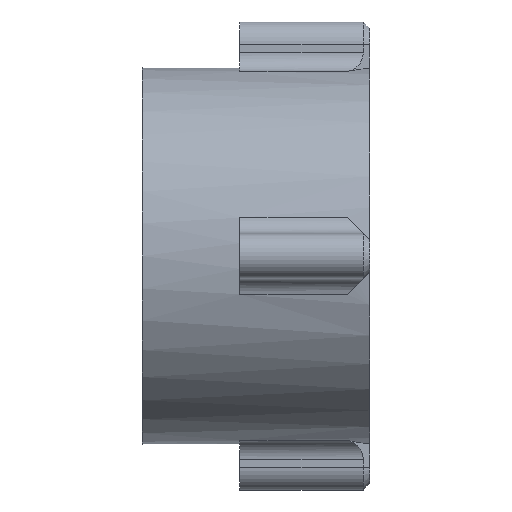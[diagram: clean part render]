
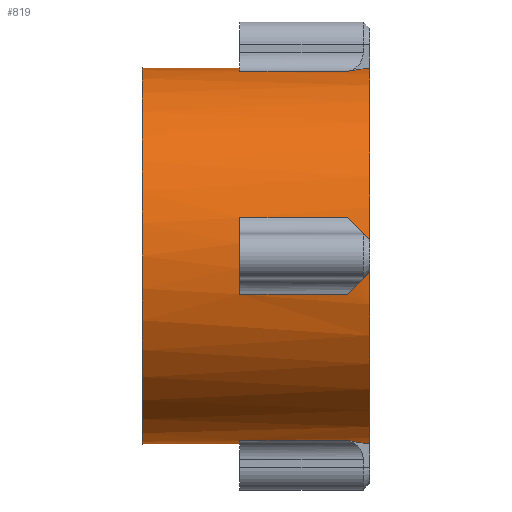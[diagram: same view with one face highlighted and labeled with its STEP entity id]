
A CAD part, left-side view. The second image highlights one B-rep face of the part: STEP entity #819.
In plain terms, the highlighted cylindrical face has radius 58 mm (diameter 116 mm), a full revolution.
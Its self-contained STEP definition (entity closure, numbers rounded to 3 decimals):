
#93=FACE_OUTER_BOUND('',#146,.T.);
#146=EDGE_LOOP('',(#729,#730,#731,#732,#733,#734,#735,#736,#737,#738,#739,
#740,#741,#742,#743,#744,#745,#746,#747,#748,#749,#750,#751,#752,#753,#754,
#755,#756));
#157=ELLIPSE('',#877,82.024,58.);
#158=ELLIPSE('',#882,82.024,58.);
#159=ELLIPSE('',#897,82.024,58.);
#160=ELLIPSE('',#901,82.024,58.);
#161=ELLIPSE('',#903,82.024,58.);
#162=ELLIPSE('',#907,82.024,58.);
#163=ELLIPSE('',#909,82.024,58.);
#164=ELLIPSE('',#913,82.024,58.);
#166=LINE('',#1217,#228);
#171=LINE('',#1232,#233);
#176=LINE('',#1247,#238);
#181=LINE('',#1262,#243);
#186=LINE('',#1277,#248);
#191=LINE('',#1292,#253);
#196=LINE('',#1307,#258);
#201=LINE('',#1322,#263);
#226=LINE('',#1445,#288);
#228=VECTOR('',#953,10.);
#233=VECTOR('',#966,10.);
#238=VECTOR('',#979,10.);
#243=VECTOR('',#992,10.);
#248=VECTOR('',#1005,10.);
#253=VECTOR('',#1018,10.);
#258=VECTOR('',#1031,10.);
#263=VECTOR('',#1044,10.);
#288=VECTOR('',#1205,58.);
#299=CIRCLE('',#884,58.);
#300=CIRCLE('',#885,58.);
#302=CIRCLE('',#887,58.);
#304=CIRCLE('',#889,58.);
#316=CIRCLE('',#919,58.);
#319=CIRCLE('',#925,58.);
#322=CIRCLE('',#931,58.);
#325=CIRCLE('',#937,58.);
#326=CIRCLE('',#938,58.);
#328=CIRCLE('',#942,58.);
#329=VERTEX_POINT('',#1210);
#332=VERTEX_POINT('',#1215);
#335=VERTEX_POINT('',#1225);
#338=VERTEX_POINT('',#1230);
#341=VERTEX_POINT('',#1240);
#344=VERTEX_POINT('',#1245);
#347=VERTEX_POINT('',#1255);
#350=VERTEX_POINT('',#1260);
#353=VERTEX_POINT('',#1270);
#356=VERTEX_POINT('',#1275);
#359=VERTEX_POINT('',#1285);
#362=VERTEX_POINT('',#1290);
#365=VERTEX_POINT('',#1300);
#368=VERTEX_POINT('',#1305);
#371=VERTEX_POINT('',#1315);
#374=VERTEX_POINT('',#1320);
#377=VERTEX_POINT('',#1330);
#380=VERTEX_POINT('',#1341);
#381=VERTEX_POINT('',#1345);
#382=VERTEX_POINT('',#1347);
#385=VERTEX_POINT('',#1353);
#386=VERTEX_POINT('',#1355);
#389=VERTEX_POINT('',#1361);
#390=VERTEX_POINT('',#1363);
#402=VERTEX_POINT('',#1435);
#404=VERTEX_POINT('',#1443);
#408=EDGE_CURVE('',#332,#329,#166,.T.);
#415=EDGE_CURVE('',#338,#335,#171,.T.);
#422=EDGE_CURVE('',#344,#341,#176,.T.);
#429=EDGE_CURVE('',#350,#347,#181,.T.);
#436=EDGE_CURVE('',#356,#353,#186,.T.);
#443=EDGE_CURVE('',#362,#359,#191,.T.);
#450=EDGE_CURVE('',#368,#365,#196,.T.);
#457=EDGE_CURVE('',#374,#371,#201,.T.);
#461=EDGE_CURVE('',#335,#377,#157,.T.);
#467=EDGE_CURVE('',#380,#332,#158,.F.);
#469=EDGE_CURVE('',#380,#381,#299,.T.);
#470=EDGE_CURVE('',#382,#377,#300,.T.);
#474=EDGE_CURVE('',#386,#385,#302,.T.);
#478=EDGE_CURVE('',#390,#389,#304,.T.);
#487=EDGE_CURVE('',#365,#385,#159,.T.);
#491=EDGE_CURVE('',#382,#350,#160,.F.);
#492=EDGE_CURVE('',#353,#389,#161,.T.);
#496=EDGE_CURVE('',#386,#374,#162,.F.);
#497=EDGE_CURVE('',#341,#381,#163,.T.);
#501=EDGE_CURVE('',#390,#362,#164,.F.);
#505=EDGE_CURVE('',#368,#347,#316,.T.);
#509=EDGE_CURVE('',#356,#371,#319,.T.);
#513=EDGE_CURVE('',#344,#359,#322,.T.);
#517=EDGE_CURVE('',#402,#329,#325,.T.);
#518=EDGE_CURVE('',#338,#402,#326,.T.);
#521=EDGE_CURVE('',#404,#404,#328,.T.);
#522=EDGE_CURVE('',#404,#402,#226,.T.);
#729=ORIENTED_EDGE('',*,*,#521,.F.);
#730=ORIENTED_EDGE('',*,*,#522,.T.);
#731=ORIENTED_EDGE('',*,*,#517,.T.);
#732=ORIENTED_EDGE('',*,*,#408,.F.);
#733=ORIENTED_EDGE('',*,*,#467,.F.);
#734=ORIENTED_EDGE('',*,*,#469,.T.);
#735=ORIENTED_EDGE('',*,*,#497,.F.);
#736=ORIENTED_EDGE('',*,*,#422,.F.);
#737=ORIENTED_EDGE('',*,*,#513,.T.);
#738=ORIENTED_EDGE('',*,*,#443,.F.);
#739=ORIENTED_EDGE('',*,*,#501,.F.);
#740=ORIENTED_EDGE('',*,*,#478,.T.);
#741=ORIENTED_EDGE('',*,*,#492,.F.);
#742=ORIENTED_EDGE('',*,*,#436,.F.);
#743=ORIENTED_EDGE('',*,*,#509,.T.);
#744=ORIENTED_EDGE('',*,*,#457,.F.);
#745=ORIENTED_EDGE('',*,*,#496,.F.);
#746=ORIENTED_EDGE('',*,*,#474,.T.);
#747=ORIENTED_EDGE('',*,*,#487,.F.);
#748=ORIENTED_EDGE('',*,*,#450,.F.);
#749=ORIENTED_EDGE('',*,*,#505,.T.);
#750=ORIENTED_EDGE('',*,*,#429,.F.);
#751=ORIENTED_EDGE('',*,*,#491,.F.);
#752=ORIENTED_EDGE('',*,*,#470,.T.);
#753=ORIENTED_EDGE('',*,*,#461,.F.);
#754=ORIENTED_EDGE('',*,*,#415,.F.);
#755=ORIENTED_EDGE('',*,*,#518,.T.);
#756=ORIENTED_EDGE('',*,*,#522,.F.);
#776=CYLINDRICAL_SURFACE('',#941,58.);
#819=ADVANCED_FACE('',(#93),#776,.T.);
#877=AXIS2_PLACEMENT_3D('',#1331,#1052,#1053);
#882=AXIS2_PLACEMENT_3D('',#1342,#1065,#1066);
#884=AXIS2_PLACEMENT_3D('',#1346,#1070,#1071);
#885=AXIS2_PLACEMENT_3D('',#1348,#1072,#1073);
#887=AXIS2_PLACEMENT_3D('',#1356,#1078,#1079);
#889=AXIS2_PLACEMENT_3D('',#1364,#1084,#1085);
#897=AXIS2_PLACEMENT_3D('',#1381,#1102,#1103);
#901=AXIS2_PLACEMENT_3D('',#1387,#1112,#1113);
#903=AXIS2_PLACEMENT_3D('',#1389,#1116,#1117);
#907=AXIS2_PLACEMENT_3D('',#1395,#1126,#1127);
#909=AXIS2_PLACEMENT_3D('',#1397,#1130,#1131);
#913=AXIS2_PLACEMENT_3D('',#1403,#1140,#1141);
#919=AXIS2_PLACEMENT_3D('',#1411,#1153,#1154);
#925=AXIS2_PLACEMENT_3D('',#1419,#1166,#1167);
#931=AXIS2_PLACEMENT_3D('',#1427,#1179,#1180);
#937=AXIS2_PLACEMENT_3D('',#1436,#1192,#1193);
#938=AXIS2_PLACEMENT_3D('',#1437,#1194,#1195);
#941=AXIS2_PLACEMENT_3D('',#1442,#1201,#1202);
#942=AXIS2_PLACEMENT_3D('',#1444,#1203,#1204);
#953=DIRECTION('',(0.,1.,0.));
#966=DIRECTION('',(0.,-1.,0.));
#979=DIRECTION('',(0.,-1.,0.));
#992=DIRECTION('',(0.,1.,0.));
#1005=DIRECTION('',(0.,-1.,0.));
#1018=DIRECTION('',(0.,1.,0.));
#1031=DIRECTION('',(0.,-1.,0.));
#1044=DIRECTION('',(0.,1.,0.));
#1052=DIRECTION('center_axis',(0.,0.707,
-0.707));
#1053=DIRECTION('ref_axis',(0.,0.707,0.707));
#1065=DIRECTION('center_axis',(0.,-0.707,
-0.707));
#1066=DIRECTION('ref_axis',(0.,-0.707,0.707));
#1070=DIRECTION('center_axis',(0.,1.,0.));
#1071=DIRECTION('ref_axis',(-1.,0.,0.));
#1072=DIRECTION('center_axis',(0.,1.,0.));
#1073=DIRECTION('ref_axis',(-1.,0.,0.));
#1078=DIRECTION('center_axis',(0.,1.,0.));
#1079=DIRECTION('ref_axis',(-1.,0.,0.));
#1084=DIRECTION('center_axis',(0.,1.,0.));
#1085=DIRECTION('ref_axis',(-1.,0.,0.));
#1102=DIRECTION('center_axis',(0.707,0.707,0.));
#1103=DIRECTION('ref_axis',(-0.707,0.707,0.));
#1112=DIRECTION('center_axis',(0.707,-0.707,0.));
#1113=DIRECTION('ref_axis',(-0.707,-0.707,0.));
#1116=DIRECTION('center_axis',(0.,0.707,0.707));
#1117=DIRECTION('ref_axis',(0.,-0.707,0.707));
#1126=DIRECTION('center_axis',(0.,-0.707,
0.707));
#1127=DIRECTION('ref_axis',(0.,0.707,0.707));
#1130=DIRECTION('center_axis',(-0.707,0.707,0.));
#1131=DIRECTION('ref_axis',(-0.707,-0.707,0.));
#1140=DIRECTION('center_axis',(-0.707,-0.707,0.));
#1141=DIRECTION('ref_axis',(-0.707,0.707,0.));
#1153=DIRECTION('center_axis',(0.,1.,0.));
#1154=DIRECTION('ref_axis',(-1.,0.,0.));
#1166=DIRECTION('center_axis',(0.,1.,0.));
#1167=DIRECTION('ref_axis',(-1.,0.,0.));
#1179=DIRECTION('center_axis',(0.,1.,0.));
#1180=DIRECTION('ref_axis',(-1.,0.,0.));
#1192=DIRECTION('center_axis',(0.,1.,0.));
#1193=DIRECTION('ref_axis',(-1.,0.,0.));
#1194=DIRECTION('center_axis',(0.,1.,0.));
#1195=DIRECTION('ref_axis',(-1.,0.,0.));
#1201=DIRECTION('center_axis',(0.,1.,0.));
#1202=DIRECTION('ref_axis',(-1.,0.,0.));
#1203=DIRECTION('center_axis',(0.,1.,0.));
#1204=DIRECTION('ref_axis',(-1.,0.,0.));
#1205=DIRECTION('',(0.,-1.,0.));
#1210=CARTESIAN_POINT('',(56.791,40.,-11.781));
#1215=CARTESIAN_POINT('',(56.791,6.781,-11.781));
#1217=CARTESIAN_POINT('',(56.791,0.,-11.781));
#1225=CARTESIAN_POINT('',(56.791,6.781,11.781));
#1230=CARTESIAN_POINT('',(56.791,40.,11.781));
#1232=CARTESIAN_POINT('',(56.791,0.,11.781));
#1240=CARTESIAN_POINT('',(11.781,6.781,-56.791));
#1245=CARTESIAN_POINT('',(11.781,40.,-56.791));
#1247=CARTESIAN_POINT('',(11.781,0.,-56.791));
#1255=CARTESIAN_POINT('',(11.781,40.,56.791));
#1260=CARTESIAN_POINT('',(11.781,6.781,56.791));
#1262=CARTESIAN_POINT('',(11.781,0.,56.791));
#1270=CARTESIAN_POINT('',(-56.791,6.781,-11.781));
#1275=CARTESIAN_POINT('',(-56.791,40.,-11.781));
#1277=CARTESIAN_POINT('',(-56.791,0.,-11.781));
#1285=CARTESIAN_POINT('',(-11.781,40.,-56.791));
#1290=CARTESIAN_POINT('',(-11.781,6.781,-56.791));
#1292=CARTESIAN_POINT('',(-11.781,0.,-56.791));
#1300=CARTESIAN_POINT('',(-11.781,6.781,56.791));
#1305=CARTESIAN_POINT('',(-11.781,40.,56.791));
#1307=CARTESIAN_POINT('',(-11.781,0.,56.791));
#1315=CARTESIAN_POINT('',(-56.791,40.,11.781));
#1320=CARTESIAN_POINT('',(-56.791,6.781,11.781));
#1322=CARTESIAN_POINT('',(-56.791,0.,11.781));
#1330=CARTESIAN_POINT('',(57.784,0.,5.));
#1331=CARTESIAN_POINT('Origin',(0.,-5.,0.));
#1341=CARTESIAN_POINT('',(57.784,0.,-5.));
#1342=CARTESIAN_POINT('Origin',(0.,-5.,0.));
#1345=CARTESIAN_POINT('',(5.,0.,-57.784));
#1346=CARTESIAN_POINT('Origin',(0.,0.,0.));
#1347=CARTESIAN_POINT('',(5.,0.,57.784));
#1348=CARTESIAN_POINT('Origin',(0.,0.,0.));
#1353=CARTESIAN_POINT('',(-5.,0.,57.784));
#1355=CARTESIAN_POINT('',(-57.784,0.,5.));
#1356=CARTESIAN_POINT('Origin',(0.,0.,0.));
#1361=CARTESIAN_POINT('',(-57.784,0.,-5.));
#1363=CARTESIAN_POINT('',(-5.,0.,-57.784));
#1364=CARTESIAN_POINT('Origin',(0.,0.,0.));
#1381=CARTESIAN_POINT('Origin',(0.,-5.,0.));
#1387=CARTESIAN_POINT('Origin',(0.,-5.,0.));
#1389=CARTESIAN_POINT('Origin',(0.,-5.,0.));
#1395=CARTESIAN_POINT('Origin',(0.,-5.,0.));
#1397=CARTESIAN_POINT('Origin',(0.,-5.,0.));
#1403=CARTESIAN_POINT('Origin',(0.,-5.,0.));
#1411=CARTESIAN_POINT('Origin',(0.,40.,0.));
#1419=CARTESIAN_POINT('Origin',(0.,40.,0.));
#1427=CARTESIAN_POINT('Origin',(0.,40.,0.));
#1435=CARTESIAN_POINT('',(58.,40.,0.));
#1436=CARTESIAN_POINT('Origin',(0.,40.,0.));
#1437=CARTESIAN_POINT('Origin',(0.,40.,0.));
#1442=CARTESIAN_POINT('Origin',(0.,0.,0.));
#1443=CARTESIAN_POINT('',(58.,70.,0.));
#1444=CARTESIAN_POINT('Origin',(0.,70.,0.));
#1445=CARTESIAN_POINT('',(58.,0.,0.));
